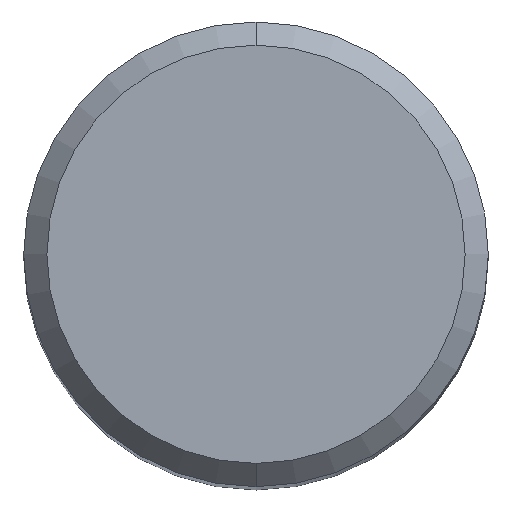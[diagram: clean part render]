
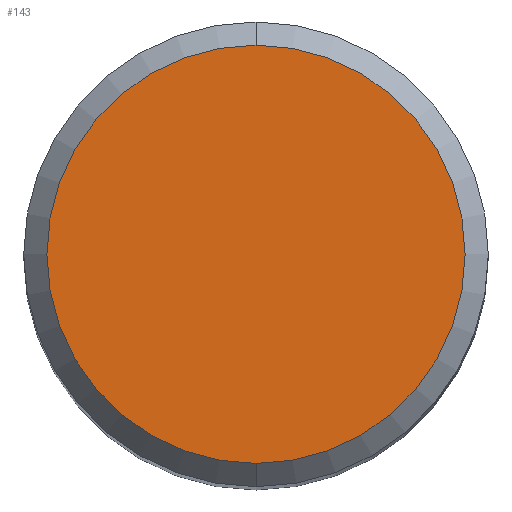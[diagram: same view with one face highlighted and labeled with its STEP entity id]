
A CAD part, top view. The second image highlights one B-rep face of the part: STEP entity #143.
In plain terms, the highlighted planar face has unit normal (0, 0, 1).
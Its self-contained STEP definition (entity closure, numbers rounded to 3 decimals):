
#143=ADVANCED_FACE('',(#298),#299,.T.);
#147=EDGE_CURVE('',#181,#197,#303,.T.);
#149=EDGE_CURVE('',#197,#181,#305,.T.);
#181=VERTEX_POINT('',#343);
#197=VERTEX_POINT('',#361);
#298=FACE_OUTER_BOUND('',#473,.T.);
#299=PLANE('',#474);
#303=CIRCLE('',#481,3.6);
#305=CIRCLE('',#484,3.6);
#343=CARTESIAN_POINT('',(0.,-3.6,0.0));
#361=CARTESIAN_POINT('',(0.0,3.6,0.0));
#473=EDGE_LOOP('',(#657,#658));
#474=AXIS2_PLACEMENT_3D('',#659,#660,#661);
#481=AXIS2_PLACEMENT_3D('',#663,#664,#665);
#484=AXIS2_PLACEMENT_3D('',#666,#667,#668);
#657=ORIENTED_EDGE('',*,*,#149,.F.);
#658=ORIENTED_EDGE('',*,*,#147,.F.);
#659=CARTESIAN_POINT('',(0.0,1.8,0.0));
#660=DIRECTION('',(-0.0,0.0,1.0));
#661=DIRECTION('',(0.0,-1.0,0.0));
#663=CARTESIAN_POINT('',(0.0,0.0,0.0));
#664=DIRECTION('',(0.0,0.0,-1.0));
#665=DIRECTION('',(0.0,1.0,0.0));
#666=CARTESIAN_POINT('',(0.0,0.0,0.0));
#667=DIRECTION('',(0.0,0.0,-1.0));
#668=DIRECTION('',(0.0,1.0,0.0));
